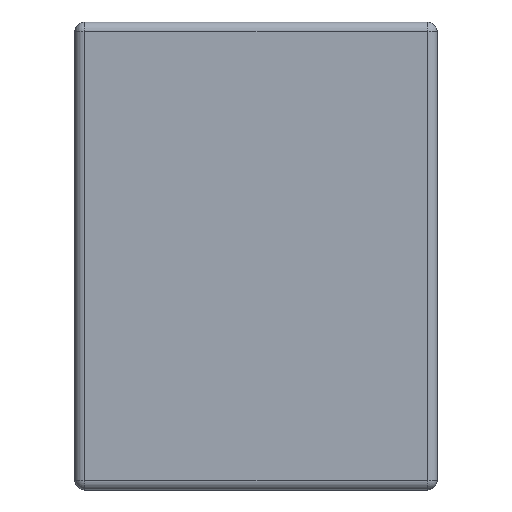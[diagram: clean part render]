
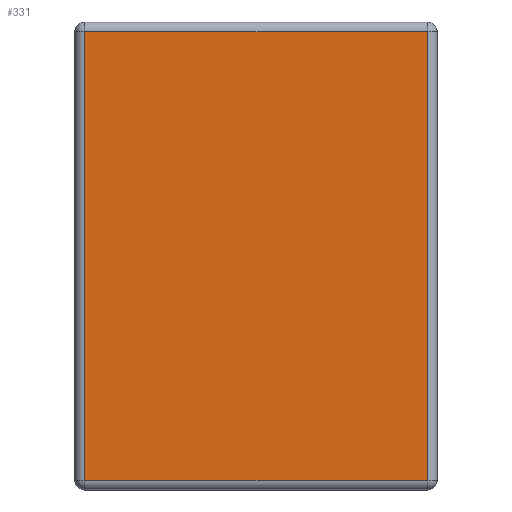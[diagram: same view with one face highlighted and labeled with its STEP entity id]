
A CAD part, left-side view. The second image highlights one B-rep face of the part: STEP entity #331.
In plain terms, the highlighted planar face has unit normal (-1, 0, 0).
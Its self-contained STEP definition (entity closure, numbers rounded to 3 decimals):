
#7 = CARTESIAN_POINT ( 'NONE',  ( 0., 1.2, -0.032 ) ) ;
#41 = DIRECTION ( 'NONE',  ( 0., 0., 1. ) ) ;
#331 = ADVANCED_FACE ( 'NONE', ( #2769 ), #565, .T. ) ;
#521 = LINE ( 'NONE', #4425, #1674 ) ;
#555 = VECTOR ( 'NONE', #3162, 1000. ) ;
#565 = PLANE ( 'NONE',  #1807 ) ;
#653 = DIRECTION ( 'NONE',  ( -1., 0., 0. ) ) ;
#685 = EDGE_LOOP ( 'NONE', ( #4241, #3998, #1442, #3091 ) ) ;
#749 = EDGE_CURVE ( 'NONE', #2642, #907, #3216, .T. ) ;
#825 = EDGE_CURVE ( 'NONE', #2087, #1362, #1800, .T. ) ;
#907 = VERTEX_POINT ( 'NONE', #1117 ) ;
#1117 = CARTESIAN_POINT ( 'NONE',  ( 0., 0.032, -1.518 ) ) ;
#1362 = VERTEX_POINT ( 'NONE', #3574 ) ;
#1442 = ORIENTED_EDGE ( 'NONE', *, *, #825, .T. ) ;
#1484 = EDGE_CURVE ( 'NONE', #907, #2087, #521, .T. ) ;
#1649 = CARTESIAN_POINT ( 'NONE',  ( 0., 0.032, -0.032 ) ) ;
#1674 = VECTOR ( 'NONE', #41, 1000. ) ;
#1738 = VECTOR ( 'NONE', #3277, 1000. ) ;
#1800 = LINE ( 'NONE', #7, #1738 ) ;
#1807 = AXIS2_PLACEMENT_3D ( 'NONE', #4642, #653, #2489 ) ;
#2087 = VERTEX_POINT ( 'NONE', #1649 ) ;
#2400 = CARTESIAN_POINT ( 'NONE',  ( 0., 0., -1.518 ) ) ;
#2487 = LINE ( 'NONE', #2797, #555 ) ;
#2489 = DIRECTION ( 'NONE',  ( 0., 0., 1. ) ) ;
#2642 = VERTEX_POINT ( 'NONE', #4373 ) ;
#2746 = DIRECTION ( 'NONE',  ( 0., -1., 0. ) ) ;
#2769 = FACE_OUTER_BOUND ( 'NONE', #685, .T. ) ;
#2797 = CARTESIAN_POINT ( 'NONE',  ( 0., 1.168, -1.55 ) ) ;
#3024 = EDGE_CURVE ( 'NONE', #1362, #2642, #2487, .T. ) ;
#3091 = ORIENTED_EDGE ( 'NONE', *, *, #3024, .T. ) ;
#3162 = DIRECTION ( 'NONE',  ( 0., 0., -1. ) ) ;
#3216 = LINE ( 'NONE', #2400, #3272 ) ;
#3272 = VECTOR ( 'NONE', #2746, 1000. ) ;
#3277 = DIRECTION ( 'NONE',  ( 0., 1., 0. ) ) ;
#3574 = CARTESIAN_POINT ( 'NONE',  ( 0., 1.168, -0.032 ) ) ;
#3998 = ORIENTED_EDGE ( 'NONE', *, *, #1484, .T. ) ;
#4241 = ORIENTED_EDGE ( 'NONE', *, *, #749, .T. ) ;
#4373 = CARTESIAN_POINT ( 'NONE',  ( 0., 1.168, -1.518 ) ) ;
#4425 = CARTESIAN_POINT ( 'NONE',  ( 0., 0.032, 0. ) ) ;
#4642 = CARTESIAN_POINT ( 'NONE',  ( 0., 0., 0. ) ) ;
